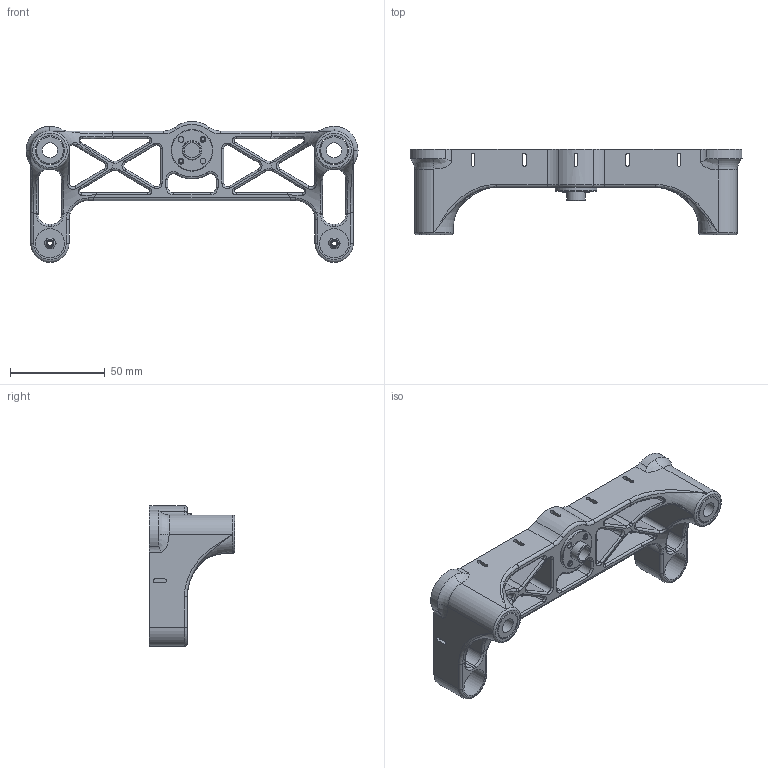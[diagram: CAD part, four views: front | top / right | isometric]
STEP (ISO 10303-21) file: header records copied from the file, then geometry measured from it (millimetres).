
FILE_DESCRIPTION(/* description */ (''),/* implementation_level */ '2;1');
FILE_NAME(/* name */ 'Bed Support Carriage (TR8 Nut) [REV C].stp',/* time_stamp */ '2016-04-30T00:51:30-07:00',/* author */ (''),/* organization */ (''),/* preprocessor_version */ 'ST-DEVELOPER v16.2',/* originating_system */ 'Autodesk Translation Framework v4.3.0.3010',/* authorisation */ '');
FILE_SCHEMA (('AUTOMOTIVE_DESIGN { 1 0 10303 214 3 1 1 }'));
Length unit declared in the file: centimetre
Products named in the file (6): Bed Support Carriage (Leadscrew Nut) v3 (1) (1); Leadscrew Nut v2 (1) (1); 90576A102 (1); 91290A113 (1); LMUW8_2_03 v1 (1) (1) (1); LMUW8_2_03 v1 (1) (2)
Assembly tree (7 placements, depth 2):
  Bed Support Carriage (Leadscrew Nut) v3 (1) (1)
    Leadscrew Nut v2 (1) (1)
    90576A102 (1)  x2
    91290A113 (1)  x2
    LMUW8_2_03 v1 (1) (1) (1)
    LMUW8_2_03 v1 (1) (2)
Bounding box: 175.25 x 45 x 74.35 mm (x, y, z)
Volume: 99719 mm3; surface area: 56284.7 mm2
Topology: 10 solids, 10 shells, 620 faces, 1560 edges, 962 vertices
Faces by surface type: cylinder 248, plane 180, cone 88, bspline 54, torus 50
Full cylindrical faces by diameter (mm): 2.538 x2, 2.594 x12, 3 x44, 3.3 x2, 3.352 x2, 5.5 x2, 8 x3, 10 x2, 14.3 x4, 15 x6, 15.4 x4, 22 x1
Entity records: 20291 total; most frequent: CARTESIAN_POINT 8527, DIRECTION 2418, ORIENTED_EDGE 2340, EDGE_CURVE 1170, AXIS2_PLACEMENT_3D 966, VERTEX_POINT 765, EDGE_LOOP 671, FACE_OUTER_BOUND 500
